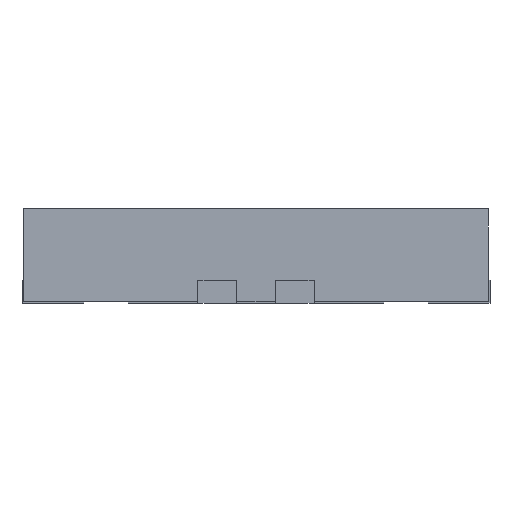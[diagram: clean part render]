
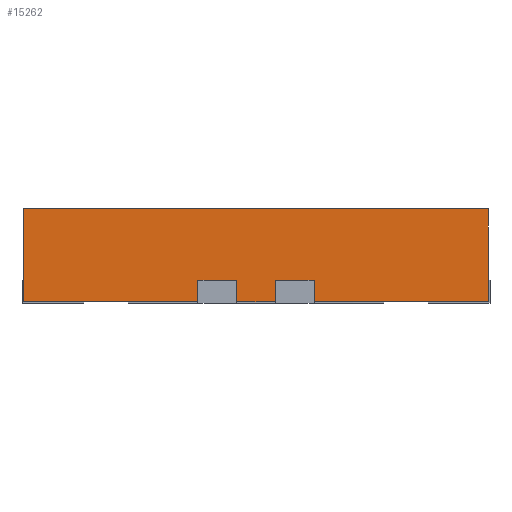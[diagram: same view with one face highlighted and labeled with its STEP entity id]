
A CAD part, left-side view. The second image highlights one B-rep face of the part: STEP entity #15262.
In plain terms, the highlighted planar face has unit normal (-1, 0, 0).
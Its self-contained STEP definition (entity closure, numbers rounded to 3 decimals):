
#1 = LINE ( 'NONE', #3801, #4973 ) ;
#705 = LINE ( 'NONE', #2862, #14042 ) ;
#831 = CARTESIAN_POINT ( 'NONE',  ( -1.5, 1.5, 0.61 ) ) ;
#1194 = VECTOR ( 'NONE', #17938, 1000. ) ;
#1684 = CARTESIAN_POINT ( 'NONE',  ( -1.5, 1.5, 0.61 ) ) ;
#1770 = CARTESIAN_POINT ( 'NONE',  ( -1.5, 0.125, 0.15 ) ) ;
#2146 = EDGE_CURVE ( 'NONE', #2804, #16447, #1, .T. ) ;
#2502 = DIRECTION ( 'NONE',  ( 0., 0., -1. ) ) ;
#2639 = CARTESIAN_POINT ( 'NONE',  ( -1.5, -0.375, 0.01 ) ) ;
#2804 = VERTEX_POINT ( 'NONE', #1684 ) ;
#2858 = ORIENTED_EDGE ( 'NONE', *, *, #14216, .T. ) ;
#2862 = CARTESIAN_POINT ( 'NONE',  ( -1.5, 0.375, 0.61 ) ) ;
#3285 = CARTESIAN_POINT ( 'NONE',  ( -1.5, 1.5, 0.01 ) ) ;
#3801 = CARTESIAN_POINT ( 'NONE',  ( -1.5, -1.5, 0.61 ) ) ;
#3881 = VECTOR ( 'NONE', #13650, 1000. ) ;
#4737 = ORIENTED_EDGE ( 'NONE', *, *, #13383, .T. ) ;
#4875 = LINE ( 'NONE', #12571, #1194 ) ;
#4973 = VECTOR ( 'NONE', #5735, 1000. ) ;
#5022 = DIRECTION ( 'NONE',  ( 0., 0., -1. ) ) ;
#5124 = CARTESIAN_POINT ( 'NONE',  ( -1.5, -0.375, 0.61 ) ) ;
#5486 = ORIENTED_EDGE ( 'NONE', *, *, #6715, .F. ) ;
#5513 = DIRECTION ( 'NONE',  ( 0., -1., 0. ) ) ;
#5735 = DIRECTION ( 'NONE',  ( 0., -1., 0. ) ) ;
#5744 = EDGE_LOOP ( 'NONE', ( #16214, #4737, #5486, #20161, #9495, #16934, #8285, #21974, #12638, #13710, #20719, #2858 ) ) ;
#6154 = VERTEX_POINT ( 'NONE', #10414 ) ;
#6300 = LINE ( 'NONE', #11467, #3881 ) ;
#6610 = EDGE_CURVE ( 'NONE', #2804, #21900, #11996, .T. ) ;
#6715 = EDGE_CURVE ( 'NONE', #21945, #6945, #4875, .T. ) ;
#6889 = CARTESIAN_POINT ( 'NONE',  ( -1.5, -1.5, 0.15 ) ) ;
#6895 = FACE_OUTER_BOUND ( 'NONE', #5744, .T. ) ;
#6945 = VERTEX_POINT ( 'NONE', #1770 ) ;
#7287 = LINE ( 'NONE', #7410, #20544 ) ;
#7410 = CARTESIAN_POINT ( 'NONE',  ( -1.5, -0.125, 0.61 ) ) ;
#7580 = CARTESIAN_POINT ( 'NONE',  ( -1.5, 0.125, 0.01 ) ) ;
#7665 = CARTESIAN_POINT ( 'NONE',  ( -1.5, -1.5, 0.01 ) ) ;
#7858 = VERTEX_POINT ( 'NONE', #8133 ) ;
#8120 = DIRECTION ( 'NONE',  ( 0., -1., 0. ) ) ;
#8133 = CARTESIAN_POINT ( 'NONE',  ( -1.5, -0.125, 0.01 ) ) ;
#8285 = ORIENTED_EDGE ( 'NONE', *, *, #8785, .F. ) ;
#8588 = EDGE_CURVE ( 'NONE', #16146, #18327, #18899, .T. ) ;
#8609 = VECTOR ( 'NONE', #8120, 1000. ) ;
#8785 = EDGE_CURVE ( 'NONE', #16146, #23422, #21655, .T. ) ;
#9495 = ORIENTED_EDGE ( 'NONE', *, *, #16940, .F. ) ;
#9811 = CARTESIAN_POINT ( 'NONE',  ( -1.5, -1.5, 0.01 ) ) ;
#10396 = LINE ( 'NONE', #14101, #22223 ) ;
#10414 = CARTESIAN_POINT ( 'NONE',  ( -1.5, 0.375, 0.01 ) ) ;
#11170 = VECTOR ( 'NONE', #5513, 1000. ) ;
#11467 = CARTESIAN_POINT ( 'NONE',  ( -1.5, -1.5, 0.01 ) ) ;
#11690 = VERTEX_POINT ( 'NONE', #22020 ) ;
#11996 = LINE ( 'NONE', #831, #18387 ) ;
#12085 = CARTESIAN_POINT ( 'NONE',  ( -1.5, -1.5, 0.61 ) ) ;
#12293 = CARTESIAN_POINT ( 'NONE',  ( -1.5, -1.5, 0.61 ) ) ;
#12307 = VECTOR ( 'NONE', #23176, 1000. ) ;
#12571 = CARTESIAN_POINT ( 'NONE',  ( -1.5, 0.125, 0.61 ) ) ;
#12638 = ORIENTED_EDGE ( 'NONE', *, *, #16845, .F. ) ;
#13383 = EDGE_CURVE ( 'NONE', #14033, #6945, #20066, .T. ) ;
#13650 = DIRECTION ( 'NONE',  ( 0., -1., 0. ) ) ;
#13710 = ORIENTED_EDGE ( 'NONE', *, *, #2146, .F. ) ;
#13927 = EDGE_CURVE ( 'NONE', #21945, #7858, #14990, .T. ) ;
#14033 = VERTEX_POINT ( 'NONE', #19617 ) ;
#14042 = VECTOR ( 'NONE', #18908, 1000. ) ;
#14101 = CARTESIAN_POINT ( 'NONE',  ( -1.5, -1.5, 0.15 ) ) ;
#14216 = EDGE_CURVE ( 'NONE', #21900, #6154, #6300, .T. ) ;
#14381 = VECTOR ( 'NONE', #16402, 1000. ) ;
#14990 = LINE ( 'NONE', #7665, #11170 ) ;
#15262 = ADVANCED_FACE ( 'NONE', ( #6895 ), #16159, .F. ) ;
#15280 = EDGE_CURVE ( 'NONE', #11690, #23422, #10396, .T. ) ;
#15950 = CARTESIAN_POINT ( 'NONE',  ( -1.5, -1.5, 0.61 ) ) ;
#15996 = VECTOR ( 'NONE', #5022, 1000. ) ;
#16146 = VERTEX_POINT ( 'NONE', #2639 ) ;
#16159 = PLANE ( 'NONE',  #19943 ) ;
#16214 = ORIENTED_EDGE ( 'NONE', *, *, #17738, .F. ) ;
#16402 = DIRECTION ( 'NONE',  ( 0., 0., 1. ) ) ;
#16447 = VERTEX_POINT ( 'NONE', #12293 ) ;
#16845 = EDGE_CURVE ( 'NONE', #16447, #18327, #22747, .T. ) ;
#16934 = ORIENTED_EDGE ( 'NONE', *, *, #15280, .T. ) ;
#16940 = EDGE_CURVE ( 'NONE', #11690, #7858, #7287, .T. ) ;
#17460 = DIRECTION ( 'NONE',  ( 1., 0., 0. ) ) ;
#17738 = EDGE_CURVE ( 'NONE', #14033, #6154, #705, .T. ) ;
#17938 = DIRECTION ( 'NONE',  ( 0., 0., 1. ) ) ;
#18082 = DIRECTION ( 'NONE',  ( 0., 0., -1. ) ) ;
#18327 = VERTEX_POINT ( 'NONE', #20362 ) ;
#18387 = VECTOR ( 'NONE', #2502, 1000. ) ;
#18899 = LINE ( 'NONE', #9811, #8609 ) ;
#18908 = DIRECTION ( 'NONE',  ( 0., 0., -1. ) ) ;
#19008 = CARTESIAN_POINT ( 'NONE',  ( -1.5, -0.375, 0.15 ) ) ;
#19617 = CARTESIAN_POINT ( 'NONE',  ( -1.5, 0.375, 0.15 ) ) ;
#19943 = AXIS2_PLACEMENT_3D ( 'NONE', #12085, #17460, #21533 ) ;
#20066 = LINE ( 'NONE', #6889, #12307 ) ;
#20161 = ORIENTED_EDGE ( 'NONE', *, *, #13927, .T. ) ;
#20362 = CARTESIAN_POINT ( 'NONE',  ( -1.5, -1.5, 0.01 ) ) ;
#20544 = VECTOR ( 'NONE', #18082, 1000. ) ;
#20719 = ORIENTED_EDGE ( 'NONE', *, *, #6610, .T. ) ;
#21404 = DIRECTION ( 'NONE',  ( 0., -1., 0. ) ) ;
#21533 = DIRECTION ( 'NONE',  ( 0., 0., -1. ) ) ;
#21655 = LINE ( 'NONE', #5124, #14381 ) ;
#21900 = VERTEX_POINT ( 'NONE', #3285 ) ;
#21945 = VERTEX_POINT ( 'NONE', #7580 ) ;
#21974 = ORIENTED_EDGE ( 'NONE', *, *, #8588, .T. ) ;
#22020 = CARTESIAN_POINT ( 'NONE',  ( -1.5, -0.125, 0.15 ) ) ;
#22223 = VECTOR ( 'NONE', #21404, 1000. ) ;
#22747 = LINE ( 'NONE', #15950, #15996 ) ;
#23176 = DIRECTION ( 'NONE',  ( 0., -1., 0. ) ) ;
#23422 = VERTEX_POINT ( 'NONE', #19008 ) ;
